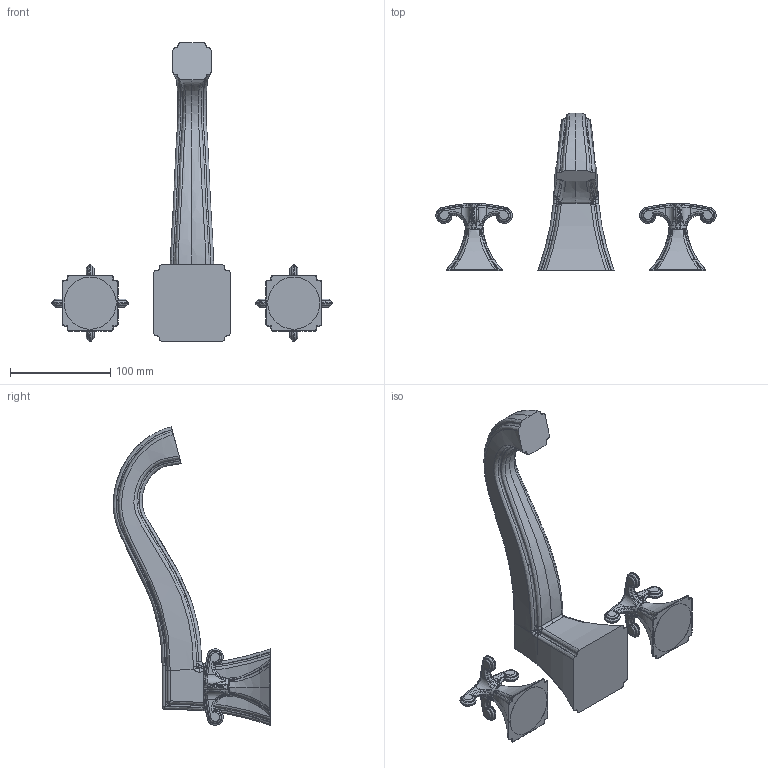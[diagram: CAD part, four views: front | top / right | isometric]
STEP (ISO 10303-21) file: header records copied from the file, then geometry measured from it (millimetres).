
FILE_DESCRIPTION((''),'2;1');
FILE_NAME('3-2526','2021-03-12T16:02:16',('jinson.thomas'),(''),'CREO PARAMETRIC BY PTC INC, 2018400','CREO PARAMETRIC BY PTC INC, 2018400','');
FILE_SCHEMA(('CONFIG_CONTROL_DESIGN'));
Length unit declared in the file: inch
Products named in the file (1): 3-2526
Bounding box: 279.38 x 156.91 x 297.81 mm (x, y, z)
Volume: 699224.4 mm3; surface area: 89725.7 mm2
Topology: 3 solids, 3 shells, 764 faces, 1773 edges, 1001 vertices
Faces by surface type: bspline 582, cylinder 95, torus 32, plane 29, sphere 26
Entity records: 54022 total; most frequent: CARTESIAN_POINT 40881, ORIENTED_EDGE 3506, EDGE_CURVE 1753, DIRECTION 1636, B_SPLINE_CURVE_WITH_KNOTS 1051, VERTEX_POINT 1001, EDGE_LOOP 770, FACE_OUTER_BOUND 764
